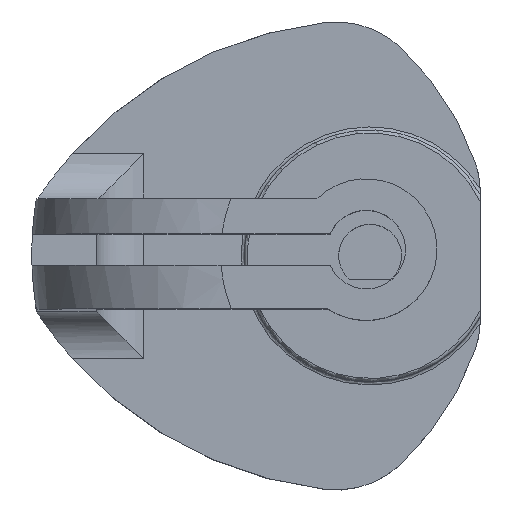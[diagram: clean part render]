
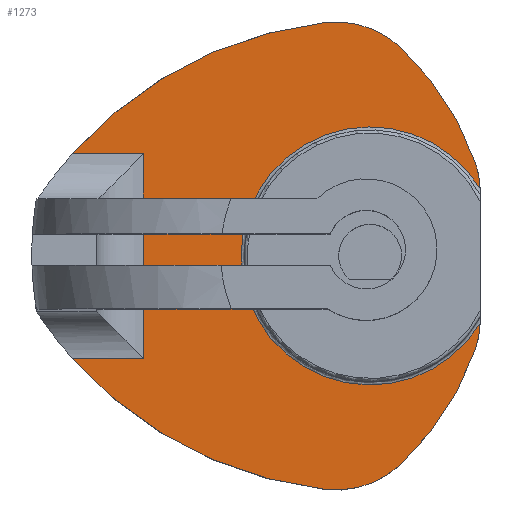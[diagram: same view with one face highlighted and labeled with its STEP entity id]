
A CAD part, top view. The second image highlights one B-rep face of the part: STEP entity #1273.
In plain terms, the highlighted planar face has unit normal (0, 0, 1).
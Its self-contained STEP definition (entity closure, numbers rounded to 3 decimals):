
#99=LINE('',#2145,#205);
#100=LINE('',#2147,#206);
#101=LINE('',#2149,#207);
#205=VECTOR('',#1591,10.);
#206=VECTOR('',#1592,10.);
#207=VECTOR('',#1593,10.);
#288=PLANE('',#1378);
#324=FACE_OUTER_BOUND('',#401,.T.);
#401=EDGE_LOOP('',(#951,#952,#953,#954,#955,#956,#957,#958,#959,#960,#961,
#962));
#484=CIRCLE('',#1373,6.);
#485=CIRCLE('',#1376,8.2);
#487=CIRCLE('',#1379,18.159);
#488=CIRCLE('',#1380,6.);
#489=CIRCLE('',#1381,25.302);
#490=CIRCLE('',#1382,25.328);
#491=CIRCLE('',#1383,6.);
#492=CIRCLE('',#1384,18.159);
#493=CIRCLE('',#1385,6.);
#588=VERTEX_POINT('',#2054);
#592=VERTEX_POINT('',#2066);
#601=VERTEX_POINT('',#2128);
#602=VERTEX_POINT('',#2138);
#603=VERTEX_POINT('',#2140);
#604=VERTEX_POINT('',#2142);
#605=VERTEX_POINT('',#2144);
#606=VERTEX_POINT('',#2146);
#607=VERTEX_POINT('',#2148);
#608=VERTEX_POINT('',#2150);
#609=VERTEX_POINT('',#2152);
#610=VERTEX_POINT('',#2154);
#727=EDGE_CURVE('',#592,#588,#484,.T.);
#737=EDGE_CURVE('',#588,#601,#485,.T.);
#740=EDGE_CURVE('',#592,#602,#487,.T.);
#741=EDGE_CURVE('',#603,#602,#488,.T.);
#742=EDGE_CURVE('',#603,#604,#489,.T.);
#743=EDGE_CURVE('',#605,#604,#99,.T.);
#744=EDGE_CURVE('',#606,#605,#100,.T.);
#745=EDGE_CURVE('',#607,#606,#101,.T.);
#746=EDGE_CURVE('',#607,#608,#490,.T.);
#747=EDGE_CURVE('',#609,#608,#491,.T.);
#748=EDGE_CURVE('',#609,#610,#492,.T.);
#749=EDGE_CURVE('',#601,#610,#493,.T.);
#951=ORIENTED_EDGE('',*,*,#727,.F.);
#952=ORIENTED_EDGE('',*,*,#740,.T.);
#953=ORIENTED_EDGE('',*,*,#741,.F.);
#954=ORIENTED_EDGE('',*,*,#742,.T.);
#955=ORIENTED_EDGE('',*,*,#743,.F.);
#956=ORIENTED_EDGE('',*,*,#744,.F.);
#957=ORIENTED_EDGE('',*,*,#745,.F.);
#958=ORIENTED_EDGE('',*,*,#746,.T.);
#959=ORIENTED_EDGE('',*,*,#747,.F.);
#960=ORIENTED_EDGE('',*,*,#748,.T.);
#961=ORIENTED_EDGE('',*,*,#749,.F.);
#962=ORIENTED_EDGE('',*,*,#737,.F.);
#1273=ADVANCED_FACE('',(#324),#288,.F.);
#1373=AXIS2_PLACEMENT_3D('',#2068,#1568,#1569);
#1376=AXIS2_PLACEMENT_3D('',#2129,#1579,#1580);
#1378=AXIS2_PLACEMENT_3D('',#2137,#1583,#1584);
#1379=AXIS2_PLACEMENT_3D('',#2139,#1585,#1586);
#1380=AXIS2_PLACEMENT_3D('',#2141,#1587,#1588);
#1381=AXIS2_PLACEMENT_3D('',#2143,#1589,#1590);
#1382=AXIS2_PLACEMENT_3D('',#2151,#1594,#1595);
#1383=AXIS2_PLACEMENT_3D('',#2153,#1596,#1597);
#1384=AXIS2_PLACEMENT_3D('',#2155,#1598,#1599);
#1385=AXIS2_PLACEMENT_3D('',#2156,#1600,#1601);
#1568=DIRECTION('center_axis',(0.,0.,
-1.));
#1569=DIRECTION('ref_axis',(0.986,0.168,0.));
#1579=DIRECTION('center_axis',(0.,0.,1.));
#1580=DIRECTION('ref_axis',(-1.,0.,0.));
#1583=DIRECTION('center_axis',(0.,0.,
-1.));
#1584=DIRECTION('ref_axis',(1.,0.,0.));
#1585=DIRECTION('center_axis',(0.,0.,
1.));
#1586=DIRECTION('ref_axis',(0.564,0.826,0.));
#1587=DIRECTION('center_axis',(0.,0.,
-1.));
#1588=DIRECTION('ref_axis',(0.314,0.949,0.));
#1589=DIRECTION('center_axis',(0.,0.,
1.));
#1590=DIRECTION('ref_axis',(-0.838,0.545,0.));
#1591=DIRECTION('',(-1.,0.,0.));
#1592=DIRECTION('',(0.,1.,0.));
#1593=DIRECTION('',(1.,0.,0.));
#1594=DIRECTION('center_axis',(0.,0.,
1.));
#1595=DIRECTION('ref_axis',(0.,-1.,0.));
#1596=DIRECTION('center_axis',(0.,0.,
-1.));
#1597=DIRECTION('ref_axis',(0.314,-0.949,0.));
#1598=DIRECTION('center_axis',(0.,0.,
1.));
#1599=DIRECTION('ref_axis',(0.564,0.826,0.));
#1600=DIRECTION('center_axis',(0.,0.,
-1.));
#1601=DIRECTION('ref_axis',(0.986,-0.168,0.));
#2054=CARTESIAN_POINT('',(6.988,4.29,4.));
#2066=CARTESIAN_POINT('',(6.656,6.009,4.));
#2068=CARTESIAN_POINT('Origin',(0.994,4.024,4.));
#2128=CARTESIAN_POINT('',(6.988,-4.29,4.));
#2129=CARTESIAN_POINT('Origin',(0.,0.,4.));
#2137=CARTESIAN_POINT('Origin',(0.,0.,
4.));
#2138=CARTESIAN_POINT('',(1.928,13.258,4.));
#2139=CARTESIAN_POINT('Origin',(-10.48,0.,4.));
#2140=CARTESIAN_POINT('',(-2.847,14.839,4.));
#2141=CARTESIAN_POINT('Origin',(-2.172,8.877,4.));
#2142=CARTESIAN_POINT('',(-18.931,6.485,4.));
#2143=CARTESIAN_POINT('Origin',(0.,-10.302,
4.));
#2144=CARTESIAN_POINT('',(-14.403,6.485,4.));
#2145=CARTESIAN_POINT('',(-7.396,6.485,4.));
#2146=CARTESIAN_POINT('',(-14.403,-6.515,4.));
#2147=CARTESIAN_POINT('',(-14.403,-1.257,4.));
#2148=CARTESIAN_POINT('',(-18.917,-6.515,4.));
#2149=CARTESIAN_POINT('',(-8.749,-6.515,4.));
#2150=CARTESIAN_POINT('',(-2.846,-14.84,4.));
#2151=CARTESIAN_POINT('Origin',(0.,10.328,4.));
#2152=CARTESIAN_POINT('',(1.928,-13.258,4.));
#2153=CARTESIAN_POINT('Origin',(-2.172,-8.878,4.));
#2154=CARTESIAN_POINT('',(6.656,-6.009,4.));
#2155=CARTESIAN_POINT('Origin',(-10.48,0.,4.));
#2156=CARTESIAN_POINT('Origin',(0.994,-4.024,4.));
